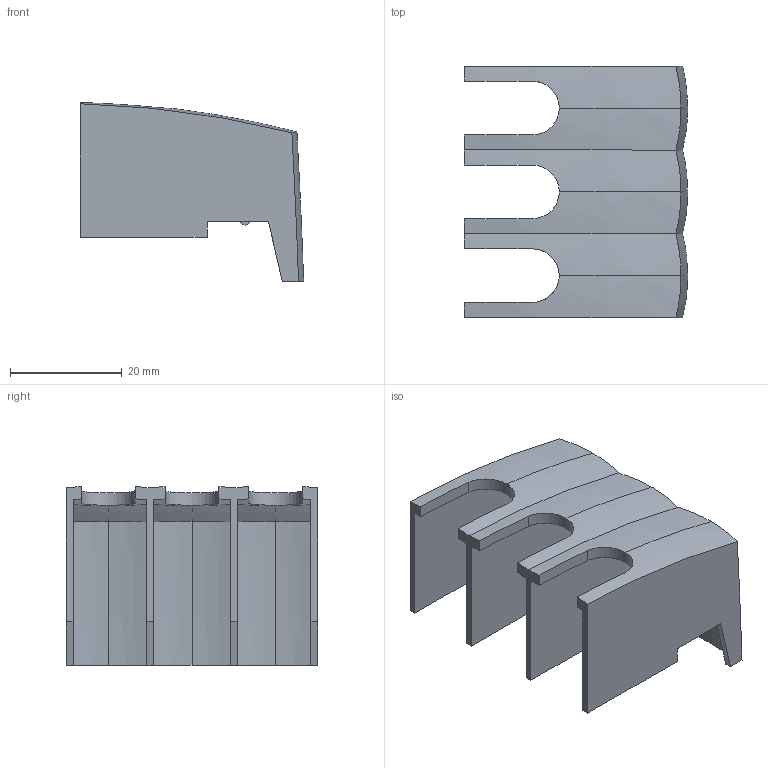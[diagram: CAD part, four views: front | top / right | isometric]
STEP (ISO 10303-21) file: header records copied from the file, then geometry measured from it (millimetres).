
FILE_DESCRIPTION (( 'STEP AP214' ), '1' );
FILE_NAME ('22943005.step', '2016-05-09T12:20:20', ( '' ), ( '' ), 'SwSTEP 2.0', 'SolidWorks 2015', '' );
FILE_SCHEMA (( 'AUTOMOTIVE_DESIGN' ));
Length unit declared in the file: inch
Products named in the file (1): 22943005
Bounding box: 40 x 45 x 32.05 mm (x, y, z)
Volume: 6831.1 mm3; surface area: 11594.2 mm2
Topology: 1 solids, 1 shells, 81 faces, 241 edges, 162 vertices
Faces by surface type: plane 45, bspline 30, cylinder 6
Entity records: 3550 total; most frequent: CARTESIAN_POINT 1563, ORIENTED_EDGE 482, DIRECTION 314, EDGE_CURVE 241, VERTEX_POINT 162, AXIS2_PLACEMENT_3D 105, VECTOR 104, LINE 104
